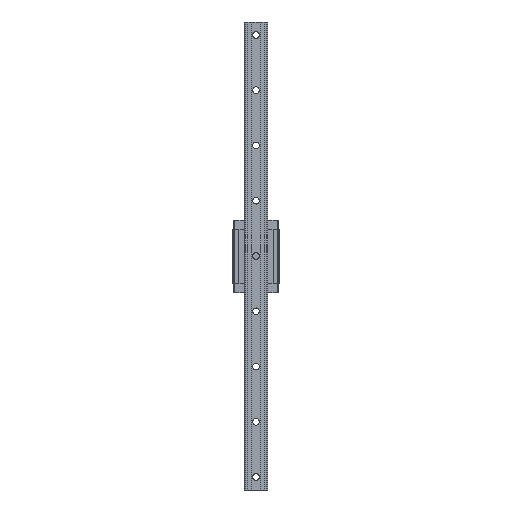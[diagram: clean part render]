
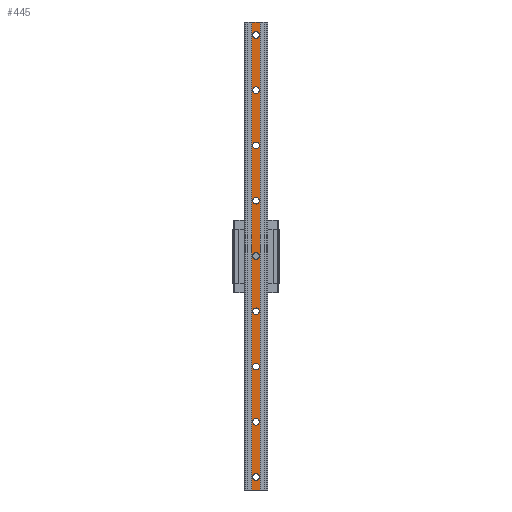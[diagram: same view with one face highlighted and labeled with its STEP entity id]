
A CAD part, left-side view. The second image highlights one B-rep face of the part: STEP entity #445.
In plain terms, the highlighted face is planar.
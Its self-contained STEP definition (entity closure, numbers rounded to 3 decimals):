
#445=ADVANCED_FACE('',(#800,#801,#802,#803,#804,#805,#806,#807,#808,#809),
#589,.T.);
#589=PLANE('',#3640);
#682=CIRCLE('',#3631,9.);
#683=CIRCLE('',#3632,9.);
#684=CIRCLE('',#3633,9.);
#685=CIRCLE('',#3634,9.);
#686=CIRCLE('',#3635,9.);
#687=CIRCLE('',#3636,9.);
#688=CIRCLE('',#3637,9.);
#689=CIRCLE('',#3638,9.);
#690=CIRCLE('',#3639,9.);
#800=FACE_BOUND('',#1011,.T.);
#801=FACE_BOUND('',#1012,.T.);
#802=FACE_BOUND('',#1013,.T.);
#803=FACE_BOUND('',#1014,.T.);
#804=FACE_BOUND('',#1015,.T.);
#805=FACE_BOUND('',#1016,.T.);
#806=FACE_BOUND('',#1017,.T.);
#807=FACE_BOUND('',#1018,.T.);
#808=FACE_BOUND('',#1019,.T.);
#809=FACE_BOUND('',#1020,.T.);
#1011=EDGE_LOOP('',(#1791));
#1012=EDGE_LOOP('',(#1792));
#1013=EDGE_LOOP('',(#1793));
#1014=EDGE_LOOP('',(#1794));
#1015=EDGE_LOOP('',(#1795));
#1016=EDGE_LOOP('',(#1796));
#1017=EDGE_LOOP('',(#1797));
#1018=EDGE_LOOP('',(#1798));
#1019=EDGE_LOOP('',(#1799));
#1020=EDGE_LOOP('',(#1800,#1801,#1802,#1803));
#1181=B_SPLINE_CURVE_WITH_KNOTS('',3,(#12632,#12633,#12634,#12635),.UNSPECIFIED.,
 .F.,.F.,(4,4),(0.,1.),.UNSPECIFIED.);
#1182=B_SPLINE_CURVE_WITH_KNOTS('',3,(#12639,#12640,#12641,#12642),.UNSPECIFIED.,
 .F.,.F.,(4,4),(0.,1.),.UNSPECIFIED.);
#1791=ORIENTED_EDGE('',*,*,#2758,.F.);
#1792=ORIENTED_EDGE('',*,*,#2759,.F.);
#1793=ORIENTED_EDGE('',*,*,#2760,.F.);
#1794=ORIENTED_EDGE('',*,*,#2761,.F.);
#1795=ORIENTED_EDGE('',*,*,#2762,.F.);
#1796=ORIENTED_EDGE('',*,*,#2763,.F.);
#1797=ORIENTED_EDGE('',*,*,#2764,.F.);
#1798=ORIENTED_EDGE('',*,*,#2765,.F.);
#1799=ORIENTED_EDGE('',*,*,#2766,.F.);
#1800=ORIENTED_EDGE('',*,*,#2767,.F.);
#1801=ORIENTED_EDGE('',*,*,#2768,.F.);
#1802=ORIENTED_EDGE('',*,*,#2769,.T.);
#1803=ORIENTED_EDGE('',*,*,#2770,.T.);
#2333=VERTEX_POINT('',#12612);
#2334=VERTEX_POINT('',#12614);
#2335=VERTEX_POINT('',#12616);
#2336=VERTEX_POINT('',#12618);
#2337=VERTEX_POINT('',#12620);
#2338=VERTEX_POINT('',#12622);
#2339=VERTEX_POINT('',#12624);
#2340=VERTEX_POINT('',#12626);
#2341=VERTEX_POINT('',#12628);
#2342=VERTEX_POINT('',#12630);
#2343=VERTEX_POINT('',#12631);
#2344=VERTEX_POINT('',#12636);
#2345=VERTEX_POINT('',#12638);
#2758=EDGE_CURVE('',#2333,#2333,#682,.T.);
#2759=EDGE_CURVE('',#2334,#2334,#683,.T.);
#2760=EDGE_CURVE('',#2335,#2335,#684,.T.);
#2761=EDGE_CURVE('',#2336,#2336,#685,.T.);
#2762=EDGE_CURVE('',#2337,#2337,#686,.T.);
#2763=EDGE_CURVE('',#2338,#2338,#687,.T.);
#2764=EDGE_CURVE('',#2339,#2339,#688,.T.);
#2765=EDGE_CURVE('',#2340,#2340,#689,.T.);
#2766=EDGE_CURVE('',#2341,#2341,#690,.T.);
#2767=EDGE_CURVE('',#2342,#2343,#3115,.T.);
#2768=EDGE_CURVE('',#2344,#2342,#1181,.T.);
#2769=EDGE_CURVE('',#2344,#2345,#3116,.T.);
#2770=EDGE_CURVE('',#2345,#2343,#1182,.T.);
#3115=LINE('',#12629,#3384);
#3116=LINE('',#12637,#3385);
#3384=VECTOR('',#4325,1.);
#3385=VECTOR('',#4326,1.);
#3631=AXIS2_PLACEMENT_3D('',#12611,#4307,#4308);
#3632=AXIS2_PLACEMENT_3D('',#12613,#4309,#4310);
#3633=AXIS2_PLACEMENT_3D('',#12615,#4311,#4312);
#3634=AXIS2_PLACEMENT_3D('',#12617,#4313,#4314);
#3635=AXIS2_PLACEMENT_3D('',#12619,#4315,#4316);
#3636=AXIS2_PLACEMENT_3D('',#12621,#4317,#4318);
#3637=AXIS2_PLACEMENT_3D('',#12623,#4319,#4320);
#3638=AXIS2_PLACEMENT_3D('',#12625,#4321,#4322);
#3639=AXIS2_PLACEMENT_3D('',#12627,#4323,#4324);
#3640=AXIS2_PLACEMENT_3D('',#12643,#4327,#4328);
#4307=DIRECTION('',(0.,-1.,0.));
#4308=DIRECTION('',(0.,0.,-1.));
#4309=DIRECTION('',(0.,-1.,0.));
#4310=DIRECTION('',(0.,0.,-1.));
#4311=DIRECTION('',(0.,-1.,0.));
#4312=DIRECTION('',(0.,0.,-1.));
#4313=DIRECTION('',(0.,-1.,0.));
#4314=DIRECTION('',(0.,0.,-1.));
#4315=DIRECTION('',(0.,-1.,0.));
#4316=DIRECTION('',(0.,0.,-1.));
#4317=DIRECTION('',(0.,-1.,0.));
#4318=DIRECTION('',(0.,0.,-1.));
#4319=DIRECTION('',(0.,-1.,0.));
#4320=DIRECTION('',(0.,0.,-1.));
#4321=DIRECTION('',(0.,-1.,0.));
#4322=DIRECTION('',(0.,0.,-1.));
#4323=DIRECTION('',(0.,-1.,0.));
#4324=DIRECTION('',(0.,0.,-1.));
#4325=DIRECTION('',(1.,0.,0.));
#4326=DIRECTION('',(1.,0.,0.));
#4327=DIRECTION('',(0.,-1.,0.));
#4328=DIRECTION('',(0.,0.,-1.));
#12611=CARTESIAN_POINT('',(0.,-43.,-528.));
#12612=CARTESIAN_POINT('',(0.,-43.,-537.));
#12613=CARTESIAN_POINT('',(0.,-43.,-378.));
#12614=CARTESIAN_POINT('',(0.,-43.,-387.));
#12615=CARTESIAN_POINT('',(0.,-43.,-228.));
#12616=CARTESIAN_POINT('',(0.,-43.,-237.));
#12617=CARTESIAN_POINT('',(0.,-43.,-78.));
#12618=CARTESIAN_POINT('',(0.,-43.,-87.));
#12619=CARTESIAN_POINT('',(0.,-43.,72.));
#12620=CARTESIAN_POINT('',(0.,-43.,63.));
#12621=CARTESIAN_POINT('',(0.,-43.,222.));
#12622=CARTESIAN_POINT('',(0.,-43.,213.));
#12623=CARTESIAN_POINT('',(0.,-43.,372.));
#12624=CARTESIAN_POINT('',(0.,-43.,363.));
#12625=CARTESIAN_POINT('',(0.,-43.,522.));
#12626=CARTESIAN_POINT('',(0.,-43.,513.));
#12627=CARTESIAN_POINT('',(0.,-43.,672.));
#12628=CARTESIAN_POINT('',(0.,-43.,663.));
#12629=CARTESIAN_POINT('',(-11.422,-43.,707.));
#12630=CARTESIAN_POINT('',(-11.422,-43.,707.));
#12631=CARTESIAN_POINT('',(11.423,-43.,707.));
#12632=CARTESIAN_POINT('',(-11.422,-43.,-563.));
#12633=CARTESIAN_POINT('',(-11.422,-43.,-139.667));
#12634=CARTESIAN_POINT('',(-11.422,-43.,283.667));
#12635=CARTESIAN_POINT('',(-11.422,-43.,707.));
#12636=CARTESIAN_POINT('',(-11.422,-43.,-563.));
#12637=CARTESIAN_POINT('',(-11.422,-43.,-563.));
#12638=CARTESIAN_POINT('',(11.423,-43.,-563.));
#12639=CARTESIAN_POINT('',(11.423,-43.,-563.));
#12640=CARTESIAN_POINT('',(11.423,-43.,-139.667));
#12641=CARTESIAN_POINT('',(11.423,-43.,283.667));
#12642=CARTESIAN_POINT('',(11.423,-43.,707.));
#12643=CARTESIAN_POINT('',(-11.422,-43.,-103.));
